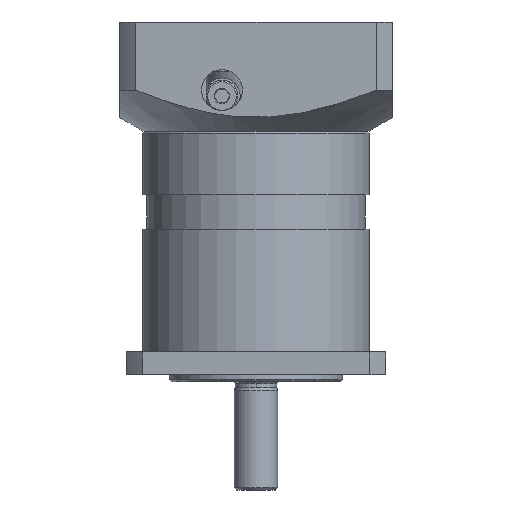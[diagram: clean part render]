
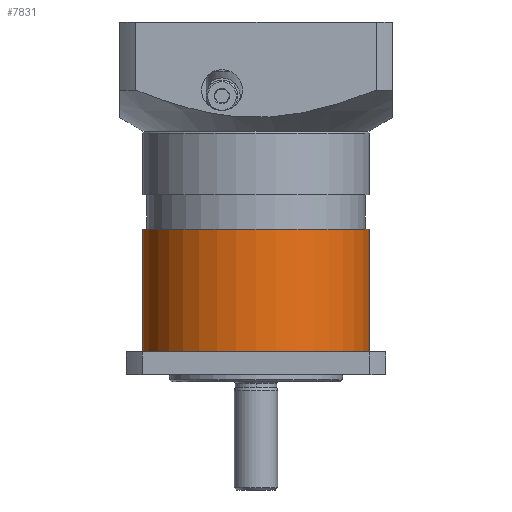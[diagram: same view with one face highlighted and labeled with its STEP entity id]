
A CAD part, front view. The second image highlights one B-rep face of the part: STEP entity #7831.
In plain terms, the highlighted cylindrical face has radius 25 mm (diameter 50 mm), a partial arc.
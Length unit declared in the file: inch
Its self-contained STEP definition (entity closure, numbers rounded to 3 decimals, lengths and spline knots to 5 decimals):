
#132 = CARTESIAN_POINT ( 'NONE',  ( -0.98425, 0., 1.19685 ) ) ;
#250 = DIRECTION ( 'NONE',  ( 0., 0., -1. ) ) ;
#439 = DIRECTION ( 'NONE',  ( -1., 0., 0. ) ) ;
#754 = CIRCLE ( 'NONE', #4118, 0.98425 ) ;
#768 = VERTEX_POINT ( 'NONE', #132 ) ;
#821 = DIRECTION ( 'NONE',  ( 0., 0., -1. ) ) ;
#851 = DIRECTION ( 'NONE',  ( 0., 0., -1. ) ) ;
#1224 = DIRECTION ( 'NONE',  ( 0., 0., -1. ) ) ;
#1411 = VERTEX_POINT ( 'NONE', #5626 ) ;
#1516 = ORIENTED_EDGE ( 'NONE', *, *, #1873, .T. ) ;
#1660 = CARTESIAN_POINT ( 'NONE',  ( -0.98425, 0., 2.25984 ) ) ;
#1708 = CIRCLE ( 'NONE', #7680, 0.98425 ) ;
#1726 = ORIENTED_EDGE ( 'NONE', *, *, #6513, .F. ) ;
#1873 = EDGE_CURVE ( 'NONE', #3711, #4445, #754, .T. ) ;
#2196 = EDGE_CURVE ( 'NONE', #768, #1411, #1708, .T. ) ;
#2226 = CYLINDRICAL_SURFACE ( 'NONE', #7039, 0.98425 ) ;
#2669 = DIRECTION ( 'NONE',  ( -1., 0., 0. ) ) ;
#3534 = CARTESIAN_POINT ( 'NONE',  ( 0.98425, 0., 2.25984 ) ) ;
#3711 = VERTEX_POINT ( 'NONE', #3534 ) ;
#4118 = AXIS2_PLACEMENT_3D ( 'NONE', #4930, #1224, #5561 ) ;
#4143 = DIRECTION ( 'NONE',  ( 0., 0., 1. ) ) ;
#4445 = VERTEX_POINT ( 'NONE', #1660 ) ;
#4758 = EDGE_CURVE ( 'NONE', #4445, #768, #7459, .T. ) ;
#4930 = CARTESIAN_POINT ( 'NONE',  ( 0., 0., 2.25984 ) ) ;
#5153 = CARTESIAN_POINT ( 'NONE',  ( -0.98425, 0., 0. ) ) ;
#5180 = CARTESIAN_POINT ( 'NONE',  ( 0., 0., 0. ) ) ;
#5561 = DIRECTION ( 'NONE',  ( -1., 0., 0. ) ) ;
#5626 = CARTESIAN_POINT ( 'NONE',  ( 0.98425, 0., 1.19685 ) ) ;
#5979 = EDGE_LOOP ( 'NONE', ( #1726, #1516, #7241, #6073 ) ) ;
#6035 = VECTOR ( 'NONE', #821, 39.37008 ) ;
#6073 = ORIENTED_EDGE ( 'NONE', *, *, #2196, .T. ) ;
#6220 = VECTOR ( 'NONE', #250, 39.37008 ) ;
#6416 = LINE ( 'NONE', #7643, #6220 ) ;
#6513 = EDGE_CURVE ( 'NONE', #3711, #1411, #6416, .T. ) ;
#7039 = AXIS2_PLACEMENT_3D ( 'NONE', #5180, #851, #2669 ) ;
#7241 = ORIENTED_EDGE ( 'NONE', *, *, #4758, .T. ) ;
#7320 = FACE_OUTER_BOUND ( 'NONE', #5979, .T. ) ;
#7459 = LINE ( 'NONE', #5153, #6035 ) ;
#7643 = CARTESIAN_POINT ( 'NONE',  ( 0.98425, 0., 0. ) ) ;
#7680 = AXIS2_PLACEMENT_3D ( 'NONE', #7823, #4143, #439 ) ;
#7823 = CARTESIAN_POINT ( 'NONE',  ( 0., 0., 1.19685 ) ) ;
#7831 = ADVANCED_FACE ( 'NONE', ( #7320 ), #2226, .T. ) ;
